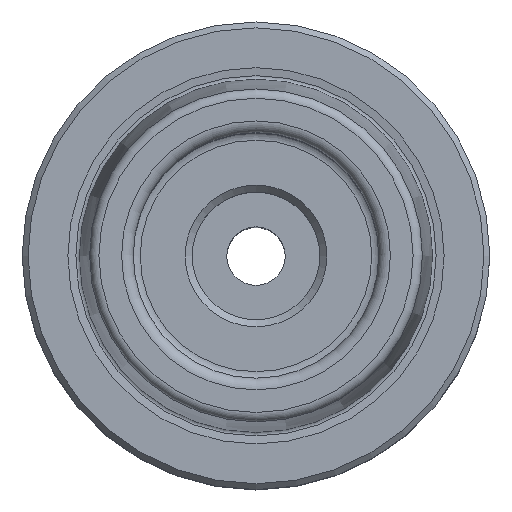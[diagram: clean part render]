
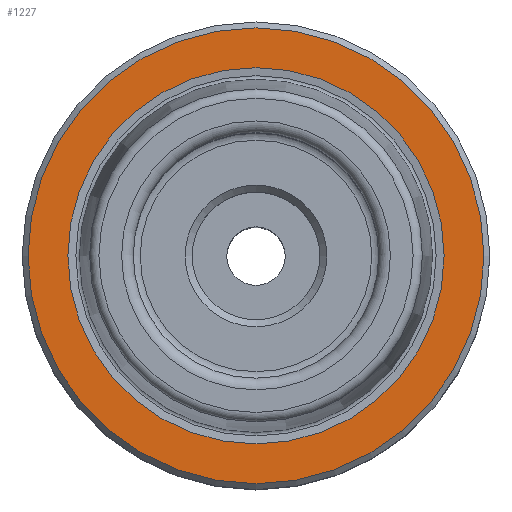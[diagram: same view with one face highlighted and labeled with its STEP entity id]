
A CAD part, top view. The second image highlights one B-rep face of the part: STEP entity #1227.
In plain terms, the highlighted planar face has unit normal (0, 0, 1).
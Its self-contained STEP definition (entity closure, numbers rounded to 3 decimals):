
#60=PLANE('',#1335);
#128=ORIENTED_EDGE('',*,*,#238,.T.);
#129=ORIENTED_EDGE('',*,*,#237,.F.);
#237=EDGE_CURVE('',#306,#306,#375,.T.);
#238=EDGE_CURVE('',#307,#307,#376,.T.);
#306=VERTEX_POINT('',#1785);
#307=VERTEX_POINT('',#1788);
#375=CIRCLE('',#1334,16.094);
#376=CIRCLE('',#1336,19.5);
#473=EDGE_LOOP('',(#128));
#474=EDGE_LOOP('',(#129));
#611=FACE_BOUND('',#473,.T.);
#612=FACE_BOUND('',#474,.T.);
#1227=ADVANCED_FACE('',(#611,#612),#60,.T.);
#1334=AXIS2_PLACEMENT_3D('',#1784,#1538,#1539);
#1335=AXIS2_PLACEMENT_3D('',#1786,#1540,#1541);
#1336=AXIS2_PLACEMENT_3D('',#1787,#1542,#1543);
#1538=DIRECTION('',(0.,0.,1.));
#1539=DIRECTION('',(1.,0.,0.));
#1540=DIRECTION('',(0.,0.,1.));
#1541=DIRECTION('',(1.,0.,0.));
#1542=DIRECTION('',(0.,0.,1.));
#1543=DIRECTION('',(1.,0.,0.));
#1784=CARTESIAN_POINT('',(0.,0.,0.));
#1785=CARTESIAN_POINT('',(16.094,0.,0.));
#1786=CARTESIAN_POINT('',(19.5,0.,0.));
#1787=CARTESIAN_POINT('',(0.,0.,0.));
#1788=CARTESIAN_POINT('',(19.5,0.,0.));
